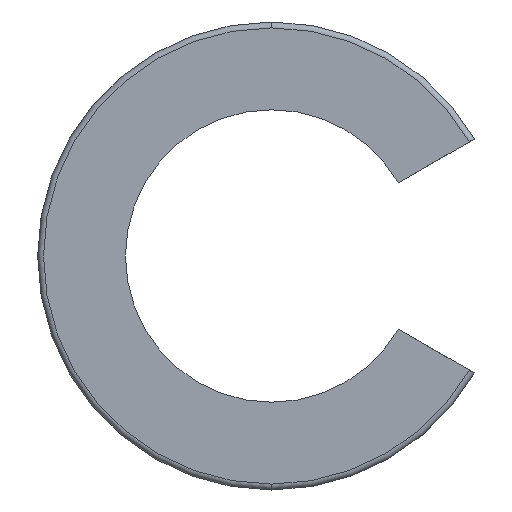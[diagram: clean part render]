
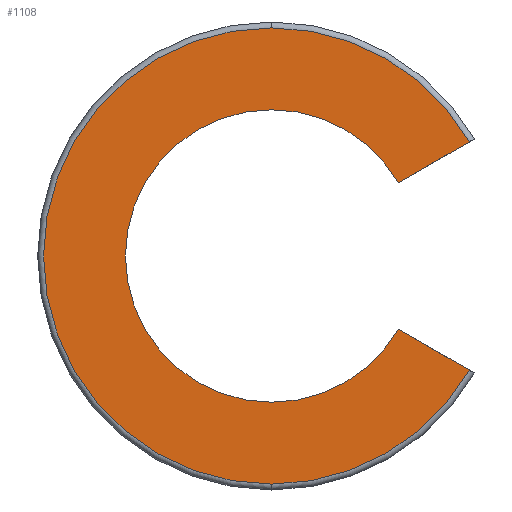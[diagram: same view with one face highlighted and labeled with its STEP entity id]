
A CAD part, left-side view. The second image highlights one B-rep face of the part: STEP entity #1108.
In plain terms, the highlighted planar face has unit normal (-1, 0, 0).
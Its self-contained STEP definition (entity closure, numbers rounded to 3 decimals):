
#38 = AXIS2_PLACEMENT_3D ( 'NONE', #377, #369, #368 ) ;
#98 = FACE_OUTER_BOUND ( 'NONE', #841, .T. ) ;
#105 = CIRCLE ( 'NONE', #745, 12.5 ) ;
#155 = CIRCLE ( 'NONE', #38, 12.5 ) ;
#226 = AXIS2_PLACEMENT_3D ( 'NONE', #271, #267, #266 ) ;
#266 = DIRECTION ( 'NONE',  ( 0., 0., -1. ) ) ;
#267 = DIRECTION ( 'NONE',  ( 1., 0., 0. ) ) ;
#270 = PLANE ( 'NONE',  #226 ) ;
#271 = CARTESIAN_POINT ( 'NONE',  ( -29., 12.5, 0. ) ) ;
#368 = DIRECTION ( 'NONE',  ( 0., 0., 1. ) ) ;
#369 = DIRECTION ( 'NONE',  ( -1., 0., 0. ) ) ;
#377 = CARTESIAN_POINT ( 'NONE',  ( -29., 0., 0. ) ) ;
#449 = VERTEX_POINT ( 'NONE', #711 ) ;
#460 = CARTESIAN_POINT ( 'NONE',  ( -29., -10.825, 6.25 ) ) ;
#466 = VERTEX_POINT ( 'NONE', #698 ) ;
#468 = DIRECTION ( 'NONE',  ( 0., -0.866, -0.5 ) ) ;
#469 = DIRECTION ( 'NONE',  ( 0., 0.866, -0.5 ) ) ;
#474 = CARTESIAN_POINT ( 'NONE',  ( -29., 0., 0. ) ) ;
#475 = CARTESIAN_POINT ( 'NONE',  ( -29., -10.825, -6.25 ) ) ;
#481 = DIRECTION ( 'NONE',  ( -1., 0., 0. ) ) ;
#482 = DIRECTION ( 'NONE',  ( 0., 0., 1. ) ) ;
#497 = CARTESIAN_POINT ( 'NONE',  ( -29., 0., -19.5 ) ) ;
#502 = DIRECTION ( 'NONE',  ( -1., 0., 0. ) ) ;
#513 = CARTESIAN_POINT ( 'NONE',  ( -29., 0., 0. ) ) ;
#515 = DIRECTION ( 'NONE',  ( -1., 0., 0. ) ) ;
#517 = DIRECTION ( 'NONE',  ( 0., 0., -1. ) ) ;
#518 = CARTESIAN_POINT ( 'NONE',  ( -29., 0., 0. ) ) ;
#519 = DIRECTION ( 'NONE',  ( 0., 0., -1. ) ) ;
#534 = CARTESIAN_POINT ( 'NONE',  ( -29., 0., 0. ) ) ;
#536 = DIRECTION ( 'NONE',  ( -1., 0., 0. ) ) ;
#537 = DIRECTION ( 'NONE',  ( 0., 0., 1. ) ) ;
#557 = VERTEX_POINT ( 'NONE', #497 ) ;
#579 = DIRECTION ( 'NONE',  ( -1., 0., 0. ) ) ;
#598 = VERTEX_POINT ( 'NONE', #626 ) ;
#602 = VERTEX_POINT ( 'NONE', #629 ) ;
#623 = VERTEX_POINT ( 'NONE', #665 ) ;
#626 = CARTESIAN_POINT ( 'NONE',  ( -29., 0., 19.5 ) ) ;
#629 = CARTESIAN_POINT ( 'NONE',  ( -29., -10.825, -6.25 ) ) ;
#665 = CARTESIAN_POINT ( 'NONE',  ( -29., 0., 12.5 ) ) ;
#666 = VERTEX_POINT ( 'NONE', #670 ) ;
#670 = CARTESIAN_POINT ( 'NONE',  ( -29., 0., -12.5 ) ) ;
#680 = CARTESIAN_POINT ( 'NONE',  ( -29., -10.825, 6.25 ) ) ;
#698 = CARTESIAN_POINT ( 'NONE',  ( -29., -16.887, 9.75 ) ) ;
#704 = CARTESIAN_POINT ( 'NONE',  ( -29., 0., 0. ) ) ;
#711 = CARTESIAN_POINT ( 'NONE',  ( -29., -16.887, -9.75 ) ) ;
#717 = DIRECTION ( 'NONE',  ( 0., 0., -1. ) ) ;
#723 = VERTEX_POINT ( 'NONE', #680 ) ;
#745 = AXIS2_PLACEMENT_3D ( 'NONE', #534, #536, #537 ) ;
#749 = AXIS2_PLACEMENT_3D ( 'NONE', #518, #502, #519 ) ;
#750 = AXIS2_PLACEMENT_3D ( 'NONE', #513, #515, #517 ) ;
#757 = AXIS2_PLACEMENT_3D ( 'NONE', #704, #481, #482 ) ;
#762 = AXIS2_PLACEMENT_3D ( 'NONE', #474, #579, #717 ) ;
#773 = EDGE_CURVE ( 'NONE', #602, #449, #831, .T. ) ;
#775 = EDGE_CURVE ( 'NONE', #466, #723, #823, .T. ) ;
#778 = EDGE_CURVE ( 'NONE', #466, #598, #816, .T. ) ;
#787 = EDGE_CURVE ( 'NONE', #723, #623, #811, .T. ) ;
#796 = EDGE_CURVE ( 'NONE', #598, #557, #800, .T. ) ;
#798 = CIRCLE ( 'NONE', #749, 19.5 ) ;
#800 = CIRCLE ( 'NONE', #750, 19.5 ) ;
#811 = CIRCLE ( 'NONE', #757, 12.5 ) ;
#816 = CIRCLE ( 'NONE', #762, 19.5 ) ;
#822 = VECTOR ( 'NONE', #469, 1000. ) ;
#823 = LINE ( 'NONE', #460, #822 ) ;
#827 = VECTOR ( 'NONE', #468, 1000. ) ;
#831 = LINE ( 'NONE', #475, #827 ) ;
#841 = EDGE_LOOP ( 'NONE', ( #966, #992, #990, #991, #994, #976, #981, #977 ) ) ;
#966 = ORIENTED_EDGE ( 'NONE', *, *, #778, .T. ) ;
#976 = ORIENTED_EDGE ( 'NONE', *, *, #1027, .F. ) ;
#977 = ORIENTED_EDGE ( 'NONE', *, *, #775, .F. ) ;
#981 = ORIENTED_EDGE ( 'NONE', *, *, #787, .F. ) ;
#990 = ORIENTED_EDGE ( 'NONE', *, *, #1021, .T. ) ;
#991 = ORIENTED_EDGE ( 'NONE', *, *, #773, .F. ) ;
#992 = ORIENTED_EDGE ( 'NONE', *, *, #796, .T. ) ;
#994 = ORIENTED_EDGE ( 'NONE', *, *, #1077, .F. ) ;
#1021 = EDGE_CURVE ( 'NONE', #557, #449, #798, .T. ) ;
#1027 = EDGE_CURVE ( 'NONE', #623, #666, #105, .T. ) ;
#1077 = EDGE_CURVE ( 'NONE', #666, #602, #155, .T. ) ;
#1108 = ADVANCED_FACE ( 'NONE', ( #98 ), #270, .F. ) ;
